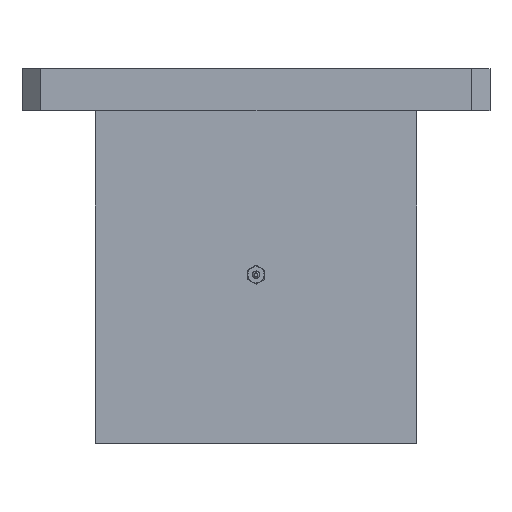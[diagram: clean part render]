
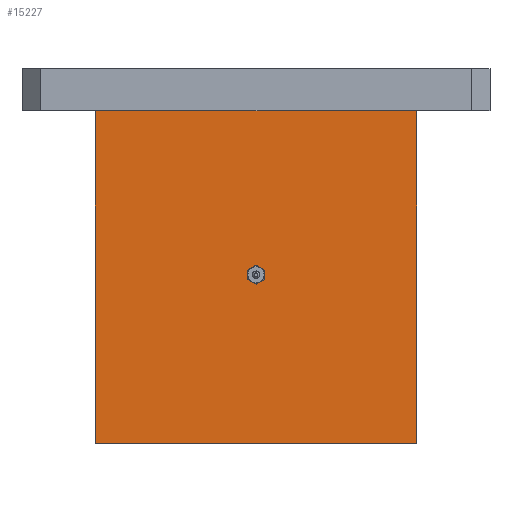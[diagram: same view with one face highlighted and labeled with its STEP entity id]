
A CAD part, front view. The second image highlights one B-rep face of the part: STEP entity #15227.
In plain terms, the highlighted planar face has unit normal (0, -1, 0).
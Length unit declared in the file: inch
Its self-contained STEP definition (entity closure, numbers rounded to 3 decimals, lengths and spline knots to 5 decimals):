
#200 = EDGE_CURVE ( 'NONE', #5426, #9917, #14221, .T. ) ;
#504 = EDGE_LOOP ( 'NONE', ( #13131, #1352, #6514, #1241 ) ) ;
#752 = PLANE ( 'NONE',  #5622 ) ;
#1241 = ORIENTED_EDGE ( 'NONE', *, *, #200, .T. ) ;
#1352 = ORIENTED_EDGE ( 'NONE', *, *, #1386, .T. ) ;
#1386 = EDGE_CURVE ( 'NONE', #5063, #12041, #3545, .T. ) ;
#2798 = DIRECTION ( 'NONE',  ( 0., 0., 1. ) ) ;
#3545 = LINE ( 'NONE', #14127, #14836 ) ;
#3773 = CARTESIAN_POINT ( 'NONE',  ( -0.86, -0.4625, -0.225 ) ) ;
#3939 = EDGE_CURVE ( 'NONE', #5426, #12041, #3974, .T. ) ;
#3974 = LINE ( 'NONE', #7736, #8625 ) ;
#4511 = CARTESIAN_POINT ( 'NONE',  ( -0.86, -0.4625, -2. ) ) ;
#5063 = VERTEX_POINT ( 'NONE', #13973 ) ;
#5426 = VERTEX_POINT ( 'NONE', #14487 ) ;
#5447 = CARTESIAN_POINT ( 'NONE',  ( -0.86, -0.4625, -2. ) ) ;
#5622 = AXIS2_PLACEMENT_3D ( 'NONE', #5447, #8983, #9215 ) ;
#6514 = ORIENTED_EDGE ( 'NONE', *, *, #3939, .F. ) ;
#6703 = VECTOR ( 'NONE', #8249, 39.37008 ) ;
#6926 = CARTESIAN_POINT ( 'NONE',  ( 0.86, -0.4625, -2. ) ) ;
#7736 = CARTESIAN_POINT ( 'NONE',  ( -0.86, -0.4625, -2. ) ) ;
#8249 = DIRECTION ( 'NONE',  ( 0., 0., 1. ) ) ;
#8625 = VECTOR ( 'NONE', #2798, 39.37008 ) ;
#8983 = DIRECTION ( 'NONE',  ( 0., -1., 0. ) ) ;
#9215 = DIRECTION ( 'NONE',  ( 0., 0., -1. ) ) ;
#9269 = CARTESIAN_POINT ( 'NONE',  ( 0.86, -0.4625, -2. ) ) ;
#9917 = VERTEX_POINT ( 'NONE', #6926 ) ;
#10060 = VECTOR ( 'NONE', #14062, 39.37008 ) ;
#10685 = DIRECTION ( 'NONE',  ( -1., 0., 0. ) ) ;
#10992 = EDGE_CURVE ( 'NONE', #9917, #5063, #13877, .T. ) ;
#12041 = VERTEX_POINT ( 'NONE', #3773 ) ;
#12657 = FACE_OUTER_BOUND ( 'NONE', #504, .T. ) ;
#13131 = ORIENTED_EDGE ( 'NONE', *, *, #10992, .T. ) ;
#13877 = LINE ( 'NONE', #9269, #6703 ) ;
#13973 = CARTESIAN_POINT ( 'NONE',  ( 0.86, -0.4625, -0.225 ) ) ;
#14062 = DIRECTION ( 'NONE',  ( 1., 0., 0. ) ) ;
#14127 = CARTESIAN_POINT ( 'NONE',  ( 0., -0.4625, -0.225 ) ) ;
#14221 = LINE ( 'NONE', #4511, #10060 ) ;
#14487 = CARTESIAN_POINT ( 'NONE',  ( -0.86, -0.4625, -2. ) ) ;
#14836 = VECTOR ( 'NONE', #10685, 39.37008 ) ;
#15227 = ADVANCED_FACE ( 'NONE', ( #12657 ), #752, .T. ) ;
